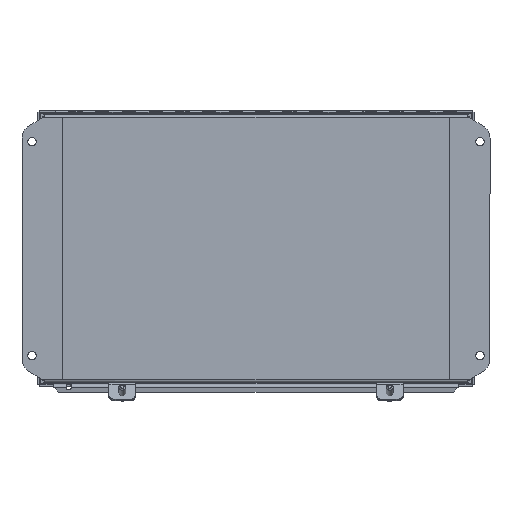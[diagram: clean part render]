
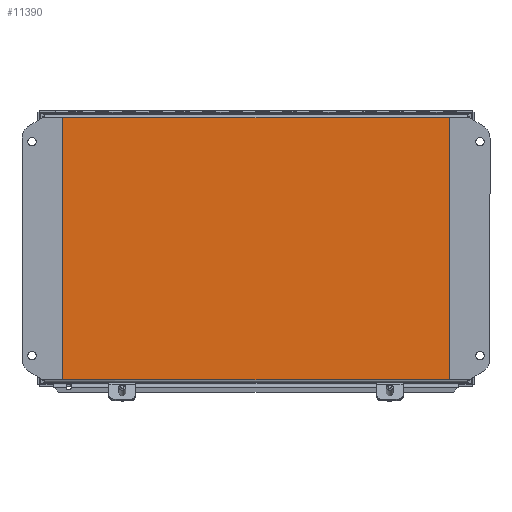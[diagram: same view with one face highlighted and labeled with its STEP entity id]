
A CAD part, left-side view. The second image highlights one B-rep face of the part: STEP entity #11390.
In plain terms, the highlighted face is planar.
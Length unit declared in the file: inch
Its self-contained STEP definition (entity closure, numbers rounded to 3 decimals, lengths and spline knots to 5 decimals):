
#64 = VERTEX_POINT ( 'NONE', #42284 ) ;
#1456 = CARTESIAN_POINT ( 'NONE',  ( 4.892, 0., 7.892 ) ) ;
#1505 = LINE ( 'NONE', #35288, #28856 ) ;
#6086 = CARTESIAN_POINT ( 'NONE',  ( -4.892, 0., -7.892 ) ) ;
#6220 = VERTEX_POINT ( 'NONE', #6086 ) ;
#6232 = EDGE_CURVE ( 'NONE', #19918, #64, #31547, .T. ) ;
#7006 = DIRECTION ( 'NONE',  ( 1., 0., 0. ) ) ;
#7601 = CARTESIAN_POINT ( 'NONE',  ( -4.892, 0., -8. ) ) ;
#7669 = LINE ( 'NONE', #7601, #16254 ) ;
#8828 = EDGE_LOOP ( 'NONE', ( #30289, #39280, #26921, #25207 ) ) ;
#11390 = ADVANCED_FACE ( 'NONE', ( #20073 ), #12902, .F. ) ;
#12902 = PLANE ( 'NONE',  #27314 ) ;
#14110 = EDGE_CURVE ( 'NONE', #6220, #34955, #33581, .T. ) ;
#16254 = VECTOR ( 'NONE', #35214, 39.37008 ) ;
#16530 = DIRECTION ( 'NONE',  ( 0., -1., 0. ) ) ;
#17216 = EDGE_CURVE ( 'NONE', #64, #6220, #7669, .T. ) ;
#17352 = CARTESIAN_POINT ( 'NONE',  ( 4.892, 0., -7.892 ) ) ;
#19918 = VERTEX_POINT ( 'NONE', #1456 ) ;
#20073 = FACE_OUTER_BOUND ( 'NONE', #8828, .T. ) ;
#24573 = VECTOR ( 'NONE', #41131, 39.37008 ) ;
#24583 = CARTESIAN_POINT ( 'NONE',  ( -5., 0., -7.892 ) ) ;
#25207 = ORIENTED_EDGE ( 'NONE', *, *, #36049, .F. ) ;
#26921 = ORIENTED_EDGE ( 'NONE', *, *, #6232, .F. ) ;
#27314 = AXIS2_PLACEMENT_3D ( 'NONE', #37068, #16530, #43927 ) ;
#28856 = VECTOR ( 'NONE', #31553, 39.37008 ) ;
#30289 = ORIENTED_EDGE ( 'NONE', *, *, #14110, .F. ) ;
#31547 = LINE ( 'NONE', #40417, #24573 ) ;
#31553 = DIRECTION ( 'NONE',  ( 0., 0., 1. ) ) ;
#33581 = LINE ( 'NONE', #24583, #44275 ) ;
#34955 = VERTEX_POINT ( 'NONE', #17352 ) ;
#35214 = DIRECTION ( 'NONE',  ( 0., 0., -1. ) ) ;
#35288 = CARTESIAN_POINT ( 'NONE',  ( 4.892, 0., -8. ) ) ;
#36049 = EDGE_CURVE ( 'NONE', #34955, #19918, #1505, .T. ) ;
#37068 = CARTESIAN_POINT ( 'NONE',  ( -5., 0., -8. ) ) ;
#39280 = ORIENTED_EDGE ( 'NONE', *, *, #17216, .F. ) ;
#40417 = CARTESIAN_POINT ( 'NONE',  ( -5., 0., 7.892 ) ) ;
#41131 = DIRECTION ( 'NONE',  ( -1., 0., 0. ) ) ;
#42284 = CARTESIAN_POINT ( 'NONE',  ( -4.892, 0., 7.892 ) ) ;
#43927 = DIRECTION ( 'NONE',  ( 0., 0., -1. ) ) ;
#44275 = VECTOR ( 'NONE', #7006, 39.37008 ) ;
